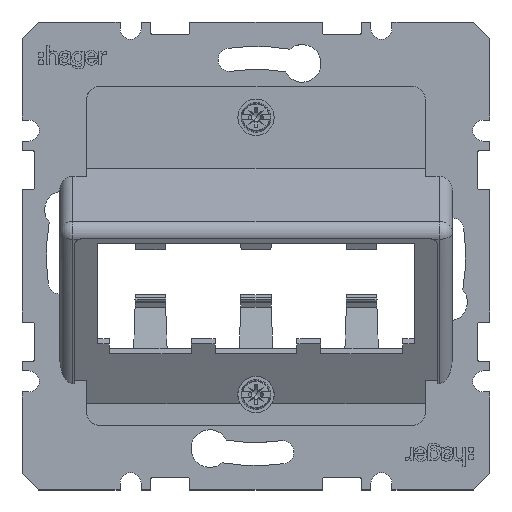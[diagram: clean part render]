
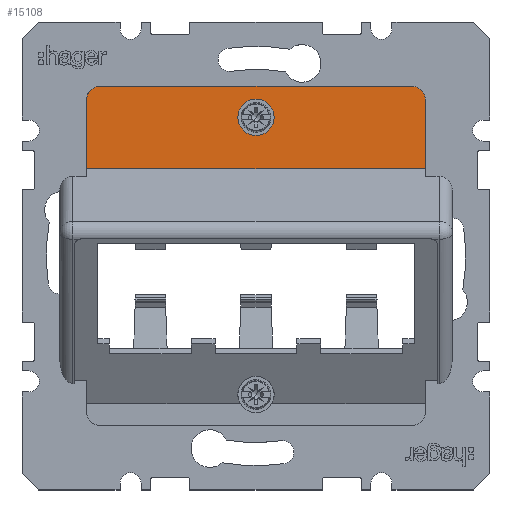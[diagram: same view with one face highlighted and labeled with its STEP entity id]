
A CAD part, top view. The second image highlights one B-rep face of the part: STEP entity #15108.
In plain terms, the highlighted face is planar.
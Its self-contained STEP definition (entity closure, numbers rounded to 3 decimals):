
#267=DIRECTION('',(0.,0.,1.));
#268=VECTOR('',#267,10.455);
#269=CARTESIAN_POINT('',(-25.669,5.1,-23.676));
#270=LINE('3536',#269,#268);
#294=DIRECTION('',(1.,0.,0.));
#295=VECTOR('',#294,51.337);
#296=CARTESIAN_POINT('',(-25.669,5.1,-13.221));
#297=LINE('3557',#296,#295);
#494=DIRECTION('',(0.,0.,-1.));
#495=VECTOR('',#494,10.455);
#496=CARTESIAN_POINT('',(25.669,5.1,-13.221));
#497=LINE('3600',#496,#495);
#536=CARTESIAN_POINT('',(-25.669,5.1,-23.676));
#537=CARTESIAN_POINT('',(-25.669,5.1,-24.199));
#538=CARTESIAN_POINT('',(-25.238,5.1,-25.238));
#539=CARTESIAN_POINT('',(-24.199,5.1,-25.669));
#540=CARTESIAN_POINT('',(-23.676,5.1,-25.669));
#542=DIRECTION('',(1.,0.,0.));
#543=VECTOR('',#542,47.353);
#544=CARTESIAN_POINT('',(-23.676,5.1,-25.669));
#545=LINE('3622',#544,#543);
#546=CARTESIAN_POINT('',(23.676,5.1,-25.669));
#547=CARTESIAN_POINT('',(24.199,5.1,-25.669));
#548=CARTESIAN_POINT('',(25.238,5.1,-25.238));
#549=CARTESIAN_POINT('',(25.669,5.1,-24.199));
#550=CARTESIAN_POINT('',(25.669,5.1,-23.676));
#552=CARTESIAN_POINT('',(0.,5.1,-21.));
#553=DIRECTION('',(0.,1.,0.));
#554=DIRECTION('',(0.,0.,-1.));
#555=AXIS2_PLACEMENT_3D('',#552,#553,#554);
#557=CARTESIAN_POINT('',(0.,5.1,-21.));
#558=DIRECTION('',(0.,1.,0.));
#559=DIRECTION('',(0.,0.,1.));
#560=AXIS2_PLACEMENT_3D('',#557,#558,#559);
#11188=CARTESIAN_POINT('',(-25.669,5.1,-23.676));
#11190=VERTEX_POINT('',#11188);
#11193=CARTESIAN_POINT('',(-23.676,5.1,-25.669));
#11194=VERTEX_POINT('',#11193);
#11201=CARTESIAN_POINT('',(-25.669,5.1,-13.221));
#11202=VERTEX_POINT('',#11201);
#11235=CARTESIAN_POINT('',(25.669,5.1,-13.221));
#11236=VERTEX_POINT('',#11235);
#11285=CARTESIAN_POINT('',(25.669,5.1,-23.676));
#11286=VERTEX_POINT('',#11285);
#11313=CARTESIAN_POINT('',(23.676,5.1,-25.669));
#11314=VERTEX_POINT('',#11313);
#11315=CARTESIAN_POINT('',(0.,5.1,-23.75));
#11316=CARTESIAN_POINT('',(0.,5.1,-18.25));
#11317=VERTEX_POINT('',#11315);
#11318=VERTEX_POINT('',#11316);
#15089=CARTESIAN_POINT('',(0.,5.1,0.));
#15090=DIRECTION('',(0.,-1.,0.));
#15091=DIRECTION('',(-1.,0.,0.));
#15092=AXIS2_PLACEMENT_3D('',#15089,#15090,#15091);
#15093=PLANE('4035',#15092);
#15094=ORIENTED_EDGE('3536',*,*,#14574,.F.);
#15095=ORIENTED_EDGE('3532',*,*,#14550,.T.);
#15096=ORIENTED_EDGE('3622',*,*,#15050,.T.);
#15097=ORIENTED_EDGE('3623',*,*,#15077,.T.);
#15098=ORIENTED_EDGE('3600',*,*,#14961,.F.);
#15099=ORIENTED_EDGE('3557',*,*,#14635,.F.);
#15100=EDGE_LOOP('4035',(#15094,#15095,#15096,#15097,#15098,#15099));
#15101=FACE_OUTER_BOUND('4035',#15100,.F.);
#15103=ORIENTED_EDGE('3624',*,*,#15102,.T.);
#15105=ORIENTED_EDGE('3625',*,*,#15104,.T.);
#15106=EDGE_LOOP('4035',(#15103,#15105));
#15107=FACE_BOUND('4035',#15106,.F.);
#15108=ADVANCED_FACE('4035',(#15101,#15107),#15093,.F.);
#541=B_SPLINE_CURVE_WITH_KNOTS('3532',3,(#536,#537,#538,#539,#540),
.UNSPECIFIED.,.F.,.F.,(4,1,4),(0.,0.5,1.),.UNSPECIFIED.);
#551=B_SPLINE_CURVE_WITH_KNOTS('3623',3,(#546,#547,#548,#549,#550),
.UNSPECIFIED.,.F.,.F.,(4,1,4),(0.,0.5,1.),.UNSPECIFIED.);
#556=CIRCLE('3624',#555,2.75);
#561=CIRCLE('3625',#560,2.75);
#14550=EDGE_CURVE('3532',#11190,#11194,#541,.T.);
#14574=EDGE_CURVE('3536',#11190,#11202,#270,.T.);
#14635=EDGE_CURVE('3557',#11202,#11236,#297,.T.);
#14961=EDGE_CURVE('3600',#11236,#11286,#497,.T.);
#15050=EDGE_CURVE('3622',#11194,#11314,#545,.T.);
#15077=EDGE_CURVE('3623',#11314,#11286,#551,.T.);
#15102=EDGE_CURVE('3624',#11317,#11318,#556,.T.);
#15104=EDGE_CURVE('3625',#11318,#11317,#561,.T.);
